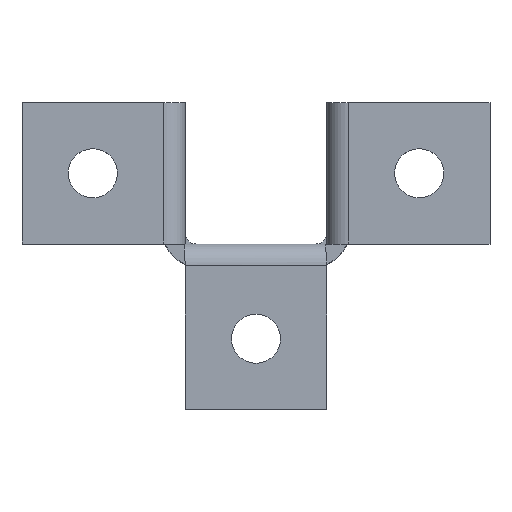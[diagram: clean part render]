
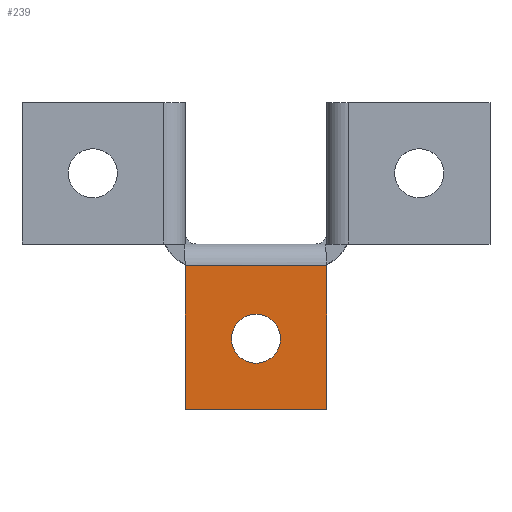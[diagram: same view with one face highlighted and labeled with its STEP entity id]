
A CAD part, top view. The second image highlights one B-rep face of the part: STEP entity #239.
In plain terms, the highlighted planar face has unit normal (0, 0, 1).
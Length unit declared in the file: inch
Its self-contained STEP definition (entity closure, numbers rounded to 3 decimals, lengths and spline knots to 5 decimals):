
#239=ADVANCED_FACE('',(#524,#525),#526,.F.);
#524=FACE_BOUND('',#977,.T.);
#525=FACE_OUTER_BOUND('',#978,.T.);
#526=PLANE('',#979);
#977=EDGE_LOOP('',(#1705,#1706,#1707,#1708));
#978=EDGE_LOOP('',(#1709,#1710,#1711,#1712));
#979=AXIS2_PLACEMENT_3D('',#1713,#1714,#1715);
#1705=ORIENTED_EDGE('',*,*,#2357,.F.);
#1706=ORIENTED_EDGE('',*,*,#2122,.F.);
#1707=ORIENTED_EDGE('',*,*,#2353,.F.);
#1708=ORIENTED_EDGE('',*,*,#2358,.F.);
#1709=ORIENTED_EDGE('',*,*,#2321,.F.);
#1710=ORIENTED_EDGE('',*,*,#2174,.F.);
#1711=ORIENTED_EDGE('',*,*,#2336,.F.);
#1712=ORIENTED_EDGE('',*,*,#2310,.F.);
#1713=CARTESIAN_POINT('',(2.6784,0.82221,0.25));
#1714=DIRECTION('',(0.0,0.0,-1.0));
#1715=DIRECTION('',(1.0,0.0,0.0));
#2122=EDGE_CURVE('',#2545,#2546,#2547,.T.);
#2174=EDGE_CURVE('',#2601,#2629,#2635,.T.);
#2310=EDGE_CURVE('',#2844,#2845,#2846,.T.);
#2321=EDGE_CURVE('',#2629,#2844,#2861,.T.);
#2336=EDGE_CURVE('',#2845,#2601,#2880,.T.);
#2353=EDGE_CURVE('',#2902,#2545,#2903,.T.);
#2357=EDGE_CURVE('',#2546,#2908,#2909,.T.);
#2358=EDGE_CURVE('',#2908,#2902,#2910,.T.);
#2545=VERTEX_POINT('',#3284);
#2546=VERTEX_POINT('',#3285);
#2547=B_SPLINE_CURVE_WITH_KNOTS('',3,(#3286,#3287,#3288,#3289),.UNSPECIFIED.,.F.,.F.,(4,4),(-80.0,-0.0),.UNSPECIFIED.);
#2601=VERTEX_POINT('',#3459);
#2629=VERTEX_POINT('',#3540);
#2635=LINE('',#3548,#3549);
#2844=VERTEX_POINT('',#4027);
#2845=VERTEX_POINT('',#4028);
#2846=LINE('',#4029,#4030);
#2861=LINE('',#4052,#4053);
#2880=LINE('',#4086,#4087);
#2902=VERTEX_POINT('',#4161);
#2903=B_SPLINE_CURVE_WITH_KNOTS('',3,(#4162,#4163,#4164,#4165),.UNSPECIFIED.,.F.,.F.,(4,4),(-80.0,-0.0),.UNSPECIFIED.);
#2908=VERTEX_POINT('',#4174);
#2909=B_SPLINE_CURVE_WITH_KNOTS('',3,(#4175,#4176,#4177,#4178),.UNSPECIFIED.,.F.,.F.,(4,4),(-80.0,-0.0),.UNSPECIFIED.);
#2910=B_SPLINE_CURVE_WITH_KNOTS('',3,(#4179,#4180,#4181,#4182),.UNSPECIFIED.,.F.,.F.,(4,4),(-80.0,-0.0),.UNSPECIFIED.);
#3284=CARTESIAN_POINT('',(2.95871,0.80975,0.25));
#3285=CARTESIAN_POINT('',(2.67841,1.09005,0.25));
#3286=CARTESIAN_POINT('',(2.95871,0.80975,0.25));
#3287=CARTESIAN_POINT('',(2.95871,0.96456,0.25));
#3288=CARTESIAN_POINT('',(2.8332,1.09005,0.25));
#3289=CARTESIAN_POINT('',(2.67841,1.09005,0.25));
#3459=CARTESIAN_POINT('',(1.86865,1.64442,0.25));
#3540=CARTESIAN_POINT('',(3.48815,1.64442,0.25));
#3548=CARTESIAN_POINT('',(1.99323,1.64442,0.25));
#3549=VECTOR('',#4433,1.0);
#4027=CARTESIAN_POINT('',(3.48815,0.,0.25));
#4028=CARTESIAN_POINT('',(1.86865,0.,0.25));
#4029=CARTESIAN_POINT('',(1.86865,0.,0.25));
#4030=VECTOR('',#4524,1.0);
#4052=CARTESIAN_POINT('',(3.48815,0.,0.25));
#4053=VECTOR('',#4532,1.0);
#4086=CARTESIAN_POINT('',(1.86865,1.64442,0.25));
#4087=VECTOR('',#4541,1.0);
#4161=CARTESIAN_POINT('',(2.67841,0.52945,0.25));
#4162=CARTESIAN_POINT('',(2.67841,0.52945,0.25));
#4163=CARTESIAN_POINT('',(2.8332,0.52945,0.25));
#4164=CARTESIAN_POINT('',(2.95871,0.65495,0.25));
#4165=CARTESIAN_POINT('',(2.95871,0.80975,0.25));
#4174=CARTESIAN_POINT('',(2.39811,0.80975,0.25));
#4175=CARTESIAN_POINT('',(2.67841,1.09005,0.25));
#4176=CARTESIAN_POINT('',(2.5236,1.09005,0.25));
#4177=CARTESIAN_POINT('',(2.39811,0.96456,0.25));
#4178=CARTESIAN_POINT('',(2.39811,0.80975,0.25));
#4179=CARTESIAN_POINT('',(2.39811,0.80975,0.25));
#4180=CARTESIAN_POINT('',(2.39811,0.65495,0.25));
#4181=CARTESIAN_POINT('',(2.5236,0.52945,0.25));
#4182=CARTESIAN_POINT('',(2.67841,0.52945,0.25));
#4433=DIRECTION('',(1.0,0.0,0.0));
#4524=DIRECTION('',(-1.0,0.0,0.0));
#4532=DIRECTION('',(0.0,-1.0,0.0));
#4541=DIRECTION('',(-0.0,1.0,0.0));
